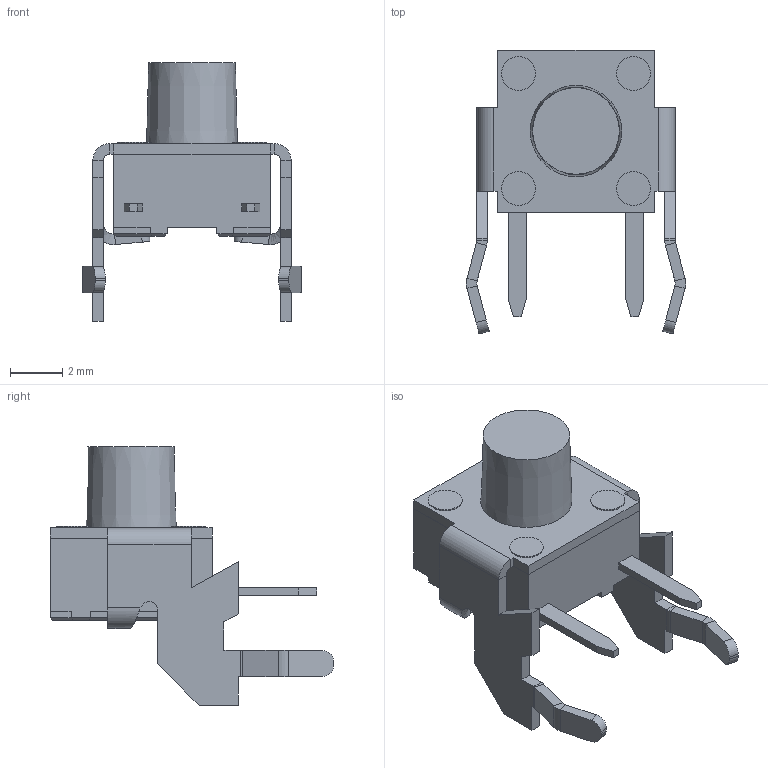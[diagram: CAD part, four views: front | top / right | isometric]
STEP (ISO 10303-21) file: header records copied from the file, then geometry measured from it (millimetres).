
FILE_DESCRIPTION(/* description */ (''),/* implementation_level */ '2;1');
FILE_NAME(/* name */ 'Right-Angled-Switch.step',/* time_stamp */ '2019-07-25T10:11:38+01:00',/* author */ (''),/* organization */ (''),/* preprocessor_version */ 'ST-DEVELOPER v18',/* originating_system */ 'Autodesk Translation Framework v8.2.0.1029',/* authorisation */ '');
FILE_SCHEMA (('AUTOMOTIVE_DESIGN { 1 0 10303 214 3 1 1 }'));
Length unit declared in the file: millimetre
Products named in the file (5): Switch; Component2; Component3; Component4; Component5
Assembly tree (4 placements, depth 2):
  Switch
    Component2
    Component3
    Component4
    Component5
Bounding box: 8.39 x 10.86 x 9.9 mm (x, y, z)
Volume: 175.4 mm3; surface area: 463.6 mm2
Topology: 4 solids, 4 shells, 205 faces, 488 edges, 296 vertices
Faces by surface type: plane 167, cylinder 35, bspline 2, cone 1
Full cylindrical faces by diameter (mm): 1.3 x8, 3.5 x1
Entity records: 5992 total; most frequent: CARTESIAN_POINT 1060, ORIENTED_EDGE 976, DIRECTION 976, EDGE_CURVE 488, LINE 416, VECTOR 416, VERTEX_POINT 296, AXIS2_PLACEMENT_3D 280
